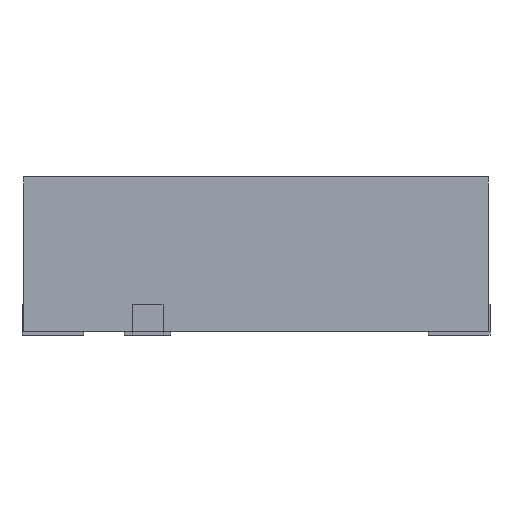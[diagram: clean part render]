
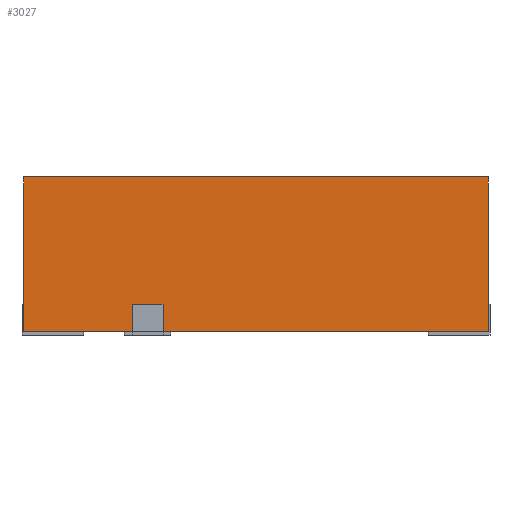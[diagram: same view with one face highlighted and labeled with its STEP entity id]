
A CAD part, front view. The second image highlights one B-rep face of the part: STEP entity #3027.
In plain terms, the highlighted planar face has unit normal (0, -1, 0).
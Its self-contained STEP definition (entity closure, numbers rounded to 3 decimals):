
#188=PLANE('',#3235);
#326=FACE_OUTER_BOUND('',#518,.T.);
#518=EDGE_LOOP('',(#2244,#2245,#2246,#2247));
#703=LINE('',#4021,#1054);
#738=LINE('',#4302,#1089);
#767=LINE('',#4628,#1118);
#768=LINE('',#4630,#1119);
#1054=VECTOR('',#3384,1.);
#1089=VECTOR('',#3421,1.);
#1118=VECTOR('',#3454,1.);
#1119=VECTOR('',#3457,1.);
#1408=VERTEX_POINT('',#4018);
#1409=VERTEX_POINT('',#4020);
#1453=VERTEX_POINT('',#4299);
#1454=VERTEX_POINT('',#4301);
#1703=EDGE_CURVE('',#1409,#1408,#703,.T.);
#1748=EDGE_CURVE('',#1453,#1454,#738,.T.);
#1795=EDGE_CURVE('',#1453,#1409,#767,.T.);
#1796=EDGE_CURVE('',#1454,#1408,#768,.T.);
#2244=ORIENTED_EDGE('',*,*,#1703,.T.);
#2245=ORIENTED_EDGE('',*,*,#1796,.F.);
#2246=ORIENTED_EDGE('',*,*,#1748,.F.);
#2247=ORIENTED_EDGE('',*,*,#1795,.T.);
#3027=ADVANCED_FACE('',(#326),#188,.F.);
#3235=AXIS2_PLACEMENT_3D('',#4629,#3455,#3456);
#3384=DIRECTION('',(1.,0.,0.));
#3421=DIRECTION('',(1.,0.,0.));
#3454=DIRECTION('',(0.,0.,-1.));
#3455=DIRECTION('center_axis',(0.,1.,0.));
#3456=DIRECTION('ref_axis',(0.,0.,-1.));
#3457=DIRECTION('',(0.,0.,-1.));
#4018=CARTESIAN_POINT('',(1.5,-1.5,0.02));
#4020=CARTESIAN_POINT('',(-1.5,-1.5,0.02));
#4021=CARTESIAN_POINT('',(-1.5,-1.5,0.02));
#4299=CARTESIAN_POINT('',(-1.5,-1.5,1.02));
#4301=CARTESIAN_POINT('',(1.5,-1.5,1.02));
#4302=CARTESIAN_POINT('',(-1.5,-1.5,1.02));
#4628=CARTESIAN_POINT('',(-1.5,-1.5,1.02));
#4629=CARTESIAN_POINT('Origin',(-1.5,-1.5,1.02));
#4630=CARTESIAN_POINT('',(1.5,-1.5,1.02));
